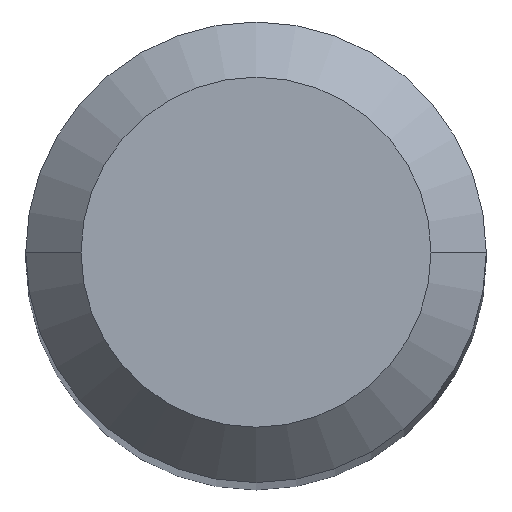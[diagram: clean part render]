
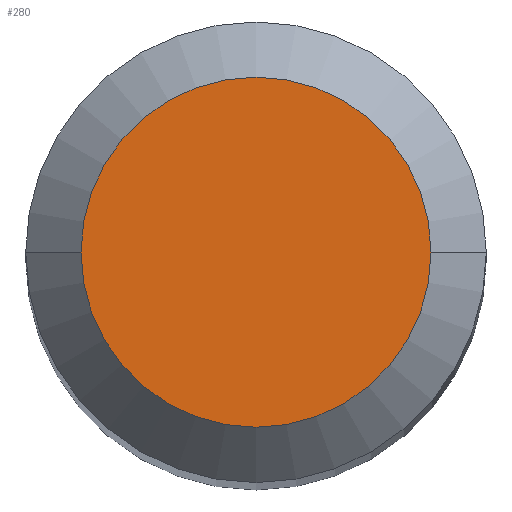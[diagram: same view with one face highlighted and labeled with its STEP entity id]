
A CAD part, top view. The second image highlights one B-rep face of the part: STEP entity #280.
In plain terms, the highlighted planar face has unit normal (0, 0, 1).
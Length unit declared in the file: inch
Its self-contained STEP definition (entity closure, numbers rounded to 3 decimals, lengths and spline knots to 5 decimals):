
#13 = FACE_OUTER_BOUND ( 'NONE', #42, .T. ) ;
#22 = AXIS2_PLACEMENT_3D ( 'NONE', #38, #296, #115 ) ;
#29 = AXIS2_PLACEMENT_3D ( 'NONE', #269, #170, #32 ) ;
#32 = DIRECTION ( 'NONE',  ( 1., 0., 0. ) ) ;
#38 = CARTESIAN_POINT ( 'NONE',  ( 0., 0., 1.5 ) ) ;
#42 = EDGE_LOOP ( 'NONE', ( #293, #272 ) ) ;
#54 = DIRECTION ( 'NONE',  ( 0., 0., 1. ) ) ;
#82 = CIRCLE ( 'NONE', #29, 0.0475 ) ;
#91 = CIRCLE ( 'NONE', #22, 0.0475 ) ;
#99 = AXIS2_PLACEMENT_3D ( 'NONE', #292, #54, #216 ) ;
#107 = PLANE ( 'NONE',  #99 ) ;
#108 = CARTESIAN_POINT ( 'NONE',  ( 0.0475, 0., 1.5 ) ) ;
#112 = EDGE_CURVE ( 'NONE', #222, #253, #91, .T. ) ;
#115 = DIRECTION ( 'NONE',  ( 1., 0., 0. ) ) ;
#170 = DIRECTION ( 'NONE',  ( 0., 0., 1. ) ) ;
#171 = CARTESIAN_POINT ( 'NONE',  ( -0.0475, 0., 1.5 ) ) ;
#216 = DIRECTION ( 'NONE',  ( 1., 0., 0. ) ) ;
#222 = VERTEX_POINT ( 'NONE', #108 ) ;
#253 = VERTEX_POINT ( 'NONE', #171 ) ;
#269 = CARTESIAN_POINT ( 'NONE',  ( 0., 0., 1.5 ) ) ;
#272 = ORIENTED_EDGE ( 'NONE', *, *, #112, .T. ) ;
#280 = ADVANCED_FACE ( 'NONE', ( #13 ), #107, .T. ) ;
#290 = EDGE_CURVE ( 'NONE', #253, #222, #82, .T. ) ;
#292 = CARTESIAN_POINT ( 'NONE',  ( 0., 0., 1.5 ) ) ;
#293 = ORIENTED_EDGE ( 'NONE', *, *, #290, .T. ) ;
#296 = DIRECTION ( 'NONE',  ( 0., 0., 1. ) ) ;
